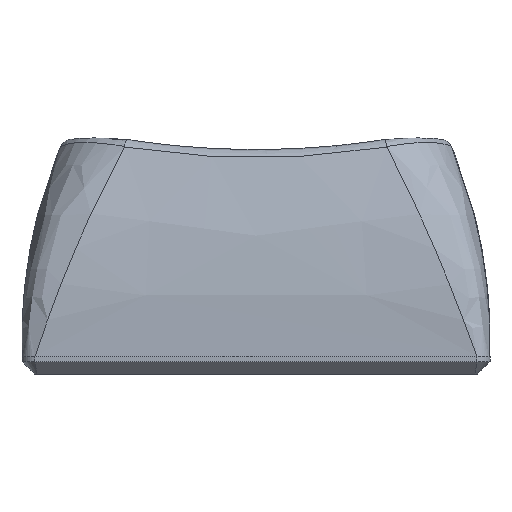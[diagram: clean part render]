
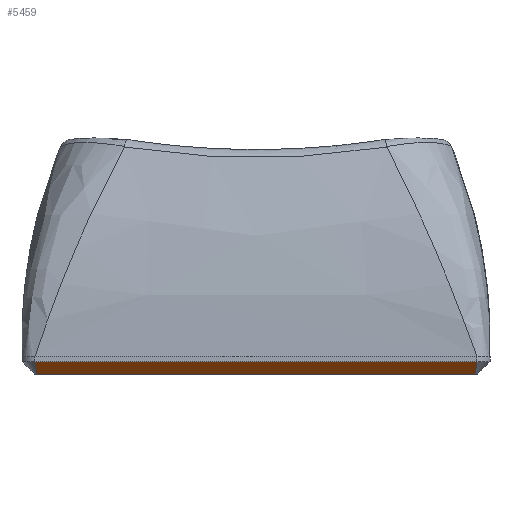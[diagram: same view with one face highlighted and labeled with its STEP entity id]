
A CAD part, front view. The second image highlights one B-rep face of the part: STEP entity #5459.
In plain terms, the highlighted planar face has unit normal (0, -0.707, -0.707).
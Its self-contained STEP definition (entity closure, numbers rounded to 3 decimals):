
#720 = PLANE('',#721);
#721 = AXIS2_PLACEMENT_3D('',#722,#723,#724);
#722 = CARTESIAN_POINT('',(-8.5,-9.,0.672));
#723 = DIRECTION('',(0.,-1.,0.));
#724 = DIRECTION('',(1.,0.,0.));
#1973 = VERTEX_POINT('',#1974);
#1974 = CARTESIAN_POINT('',(-8.5,-9.,0.48));
#2000 = EDGE_CURVE('',#1973,#2001,#2003,.T.);
#2001 = VERTEX_POINT('',#2002);
#2002 = CARTESIAN_POINT('',(8.5,-9.,0.48));
#2003 = SURFACE_CURVE('',#2004,(#2008,#2015),.PCURVE_S1.);
#2004 = LINE('',#2005,#2006);
#2005 = CARTESIAN_POINT('',(-8.5,-9.,0.48));
#2006 = VECTOR('',#2007,1.);
#2007 = DIRECTION('',(1.,0.,0.));
#2008 = PCURVE('',#720,#2009);
#2009 = DEFINITIONAL_REPRESENTATION('',(#2010),#2014);
#2010 = LINE('',#2011,#2012);
#2011 = CARTESIAN_POINT('',(0.,-0.192));
#2012 = VECTOR('',#2013,1.);
#2013 = DIRECTION('',(1.,0.));
#2014 = ( GEOMETRIC_REPRESENTATION_CONTEXT(2) 
PARAMETRIC_REPRESENTATION_CONTEXT() REPRESENTATION_CONTEXT('2D SPACE',''
  ) );
#2015 = PCURVE('',#2016,#2021);
#2016 = PLANE('',#2017);
#2017 = AXIS2_PLACEMENT_3D('',#2018,#2019,#2020);
#2018 = CARTESIAN_POINT('',(-8.5,-8.76,0.24));
#2019 = DIRECTION('',(0.,0.707,0.707)
  );
#2020 = DIRECTION('',(1.,0.,0.));
#2021 = DEFINITIONAL_REPRESENTATION('',(#2022),#2026);
#2022 = LINE('',#2023,#2024);
#2023 = CARTESIAN_POINT('',(0.,-0.339));
#2024 = VECTOR('',#2025,1.);
#2025 = DIRECTION('',(1.,0.));
#2026 = ( GEOMETRIC_REPRESENTATION_CONTEXT(2) 
PARAMETRIC_REPRESENTATION_CONTEXT() REPRESENTATION_CONTEXT('2D SPACE',''
  ) );
#3188 = CONICAL_SURFACE('',#3189,0.7,0.785);
#3189 = AXIS2_PLACEMENT_3D('',#3190,#3191,#3192);
#3190 = CARTESIAN_POINT('',(8.323,-8.323,0.48));
#3191 = DIRECTION('',(-0.,-0.,1.));
#3192 = DIRECTION('',(0.967,-0.253,0.));
#5459 = ADVANCED_FACE('',(#5460),#2016,.F.);
#5460 = FACE_BOUND('',#5461,.F.);
#5461 = EDGE_LOOP('',(#5462,#5497,#5498,#5528));
#5462 = ORIENTED_EDGE('',*,*,#5463,.F.);
#5463 = EDGE_CURVE('',#1973,#5464,#5466,.T.);
#5464 = VERTEX_POINT('',#5465);
#5465 = CARTESIAN_POINT('',(-8.42,-8.52,0.));
#5466 = SURFACE_CURVE('',#5467,(#5472,#5479),.PCURVE_S1.);
#5467 = PARABOLA('',#5468,0.008);
#5468 = AXIS2_PLACEMENT_3D('',#5469,#5470,#5471);
#5469 = CARTESIAN_POINT('',(-8.323,-8.311,
    -0.209));
#5470 = DIRECTION('',(0.,0.707,0.707)
  );
#5471 = DIRECTION('',(0.,-0.707,0.707)
  );
#5472 = PCURVE('',#2016,#5473);
#5473 = DEFINITIONAL_REPRESENTATION('',(#5474),#5478);
#5474 = B_SPLINE_CURVE_WITH_KNOTS('',2,(#5475,#5476,#5477),
  .UNSPECIFIED.,.F.,.F.,(3,3),(-0.177,-0.098),
  .PIECEWISE_BEZIER_KNOTS.);
#5475 = CARTESIAN_POINT('',(0.,-0.339));
#5476 = CARTESIAN_POINT('',(0.04,0.098));
#5477 = CARTESIAN_POINT('',(0.08,0.339));
#5478 = ( GEOMETRIC_REPRESENTATION_CONTEXT(2) 
PARAMETRIC_REPRESENTATION_CONTEXT() REPRESENTATION_CONTEXT('2D SPACE',''
  ) );
#5479 = PCURVE('',#5480,#5485);
#5480 = CONICAL_SURFACE('',#5481,0.7,0.785);
#5481 = AXIS2_PLACEMENT_3D('',#5482,#5483,#5484);
#5482 = CARTESIAN_POINT('',(-8.323,-8.323,0.48));
#5483 = DIRECTION('',(-0.,-0.,1.));
#5484 = DIRECTION('',(-0.253,-0.967,-0.));
#5485 = DEFINITIONAL_REPRESENTATION('',(#5486),#5496);
#5486 = B_SPLINE_CURVE_WITH_KNOTS('',8,(#5487,#5488,#5489,#5490,#5491,
    #5492,#5493,#5494,#5495),.UNSPECIFIED.,.F.,.F.,(9,9),(
    -0.177,-0.098),.PIECEWISE_BEZIER_KNOTS.);
#5487 = CARTESIAN_POINT('',(0.,0.));
#5488 = CARTESIAN_POINT('',(-0.014,-0.077));
#5489 = CARTESIAN_POINT('',(-0.03,-0.15));
#5490 = CARTESIAN_POINT('',(-0.048,-0.217));
#5491 = CARTESIAN_POINT('',(-0.069,-0.28));
#5492 = CARTESIAN_POINT('',(-0.094,-0.337));
#5493 = CARTESIAN_POINT('',(-0.123,-0.39));
#5494 = CARTESIAN_POINT('',(-0.158,-0.437));
#5495 = CARTESIAN_POINT('',(-0.203,-0.48));
#5496 = ( GEOMETRIC_REPRESENTATION_CONTEXT(2) 
PARAMETRIC_REPRESENTATION_CONTEXT() REPRESENTATION_CONTEXT('2D SPACE',''
  ) );
#5497 = ORIENTED_EDGE('',*,*,#2000,.T.);
#5498 = ORIENTED_EDGE('',*,*,#5499,.T.);
#5499 = EDGE_CURVE('',#2001,#5500,#5502,.T.);
#5500 = VERTEX_POINT('',#5501);
#5501 = CARTESIAN_POINT('',(8.42,-8.52,0.));
#5502 = SURFACE_CURVE('',#5503,(#5508,#5515),.PCURVE_S1.);
#5503 = PARABOLA('',#5504,0.008);
#5504 = AXIS2_PLACEMENT_3D('',#5505,#5506,#5507);
#5505 = CARTESIAN_POINT('',(8.323,-8.311,
    -0.209));
#5506 = DIRECTION('',(0.,-0.707,-0.707
    ));
#5507 = DIRECTION('',(0.,-0.707,0.707)
  );
#5508 = PCURVE('',#2016,#5509);
#5509 = DEFINITIONAL_REPRESENTATION('',(#5510),#5514);
#5510 = B_SPLINE_CURVE_WITH_KNOTS('',2,(#5511,#5512,#5513),
  .UNSPECIFIED.,.F.,.F.,(3,3),(-0.177,-0.098),
  .PIECEWISE_BEZIER_KNOTS.);
#5511 = CARTESIAN_POINT('',(17.,-0.339));
#5512 = CARTESIAN_POINT('',(16.96,0.098));
#5513 = CARTESIAN_POINT('',(16.92,0.339));
#5514 = ( GEOMETRIC_REPRESENTATION_CONTEXT(2) 
PARAMETRIC_REPRESENTATION_CONTEXT() REPRESENTATION_CONTEXT('2D SPACE',''
  ) );
#5515 = PCURVE('',#3188,#5516);
#5516 = DEFINITIONAL_REPRESENTATION('',(#5517),#5527);
#5517 = B_SPLINE_CURVE_WITH_KNOTS('',8,(#5518,#5519,#5520,#5521,#5522,
    #5523,#5524,#5525,#5526),.UNSPECIFIED.,.F.,.F.,(9,9),(
    -0.177,-0.098),.PIECEWISE_BEZIER_KNOTS.);
#5518 = CARTESIAN_POINT('',(-1.059,0.));
#5519 = CARTESIAN_POINT('',(-1.045,-0.077));
#5520 = CARTESIAN_POINT('',(-1.029,-0.15));
#5521 = CARTESIAN_POINT('',(-1.01,-0.217));
#5522 = CARTESIAN_POINT('',(-0.99,-0.28));
#5523 = CARTESIAN_POINT('',(-0.965,-0.337));
#5524 = CARTESIAN_POINT('',(-0.936,-0.39));
#5525 = CARTESIAN_POINT('',(-0.901,-0.437));
#5526 = CARTESIAN_POINT('',(-0.856,-0.48));
#5527 = ( GEOMETRIC_REPRESENTATION_CONTEXT(2) 
PARAMETRIC_REPRESENTATION_CONTEXT() REPRESENTATION_CONTEXT('2D SPACE',''
  ) );
#5528 = ORIENTED_EDGE('',*,*,#5529,.F.);
#5529 = EDGE_CURVE('',#5464,#5500,#5530,.T.);
#5530 = SURFACE_CURVE('',#5531,(#5535,#5542),.PCURVE_S1.);
#5531 = LINE('',#5532,#5533);
#5532 = CARTESIAN_POINT('',(-8.5,-8.52,0.));
#5533 = VECTOR('',#5534,1.);
#5534 = DIRECTION('',(1.,0.,0.));
#5535 = PCURVE('',#2016,#5536);
#5536 = DEFINITIONAL_REPRESENTATION('',(#5537),#5541);
#5537 = LINE('',#5538,#5539);
#5538 = CARTESIAN_POINT('',(0.,0.339));
#5539 = VECTOR('',#5540,1.);
#5540 = DIRECTION('',(1.,0.));
#5541 = ( GEOMETRIC_REPRESENTATION_CONTEXT(2) 
PARAMETRIC_REPRESENTATION_CONTEXT() REPRESENTATION_CONTEXT('2D SPACE',''
  ) );
#5542 = PCURVE('',#5543,#5548);
#5543 = PLANE('',#5544);
#5544 = AXIS2_PLACEMENT_3D('',#5545,#5546,#5547);
#5545 = CARTESIAN_POINT('',(8.5,9.,0.));
#5546 = DIRECTION('',(0.,0.,-1.));
#5547 = DIRECTION('',(-1.,0.,0.));
#5548 = DEFINITIONAL_REPRESENTATION('',(#5549),#5553);
#5549 = LINE('',#5550,#5551);
#5550 = CARTESIAN_POINT('',(17.,-17.52));
#5551 = VECTOR('',#5552,1.);
#5552 = DIRECTION('',(-1.,0.));
#5553 = ( GEOMETRIC_REPRESENTATION_CONTEXT(2) 
PARAMETRIC_REPRESENTATION_CONTEXT() REPRESENTATION_CONTEXT('2D SPACE',''
  ) );
